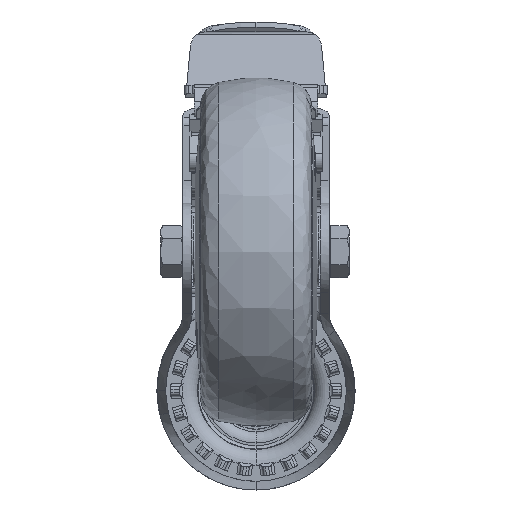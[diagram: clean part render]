
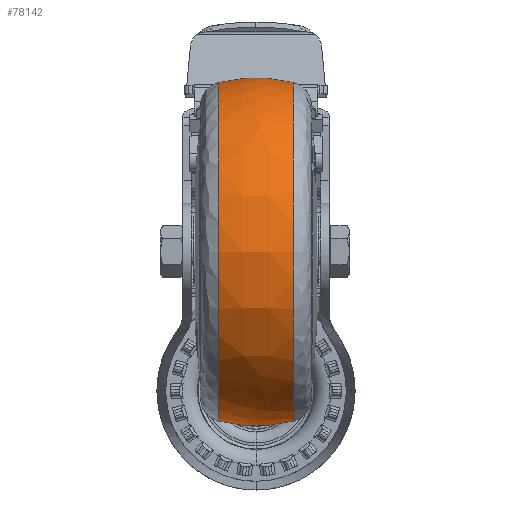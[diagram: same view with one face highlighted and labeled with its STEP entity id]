
A CAD part, front view. The second image highlights one B-rep face of the part: STEP entity #78142.
In plain terms, the highlighted free-form (B-spline) face has degree [3, 3] with [4, 4] control points.
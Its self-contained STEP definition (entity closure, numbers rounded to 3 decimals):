
#1355 = CIRCLE ( 'NONE', #13836, 48.72 ) ;
#3609 = CARTESIAN_POINT ( 'NONE',  ( 3.621, 0., 50.435 ) ) ;
#10581 = CARTESIAN_POINT ( 'NONE',  ( -10.658, 0., 0. ) ) ;
#10586 = CARTESIAN_POINT ( 'NONE',  ( 10.658, -97.439, -48.72 ) ) ;
#13014 =( BOUNDED_SURFACE ( )  B_SPLINE_SURFACE ( 3, 3, ( 
 ( #23887, #58513, #17201, #65362 ),
 ( #24186, #72215, #31101, #79157 ),
 ( #38076, #86090, #45008, #3609 ),
 ( #51887, #10586, #58790, #17506 ) ),
 .UNSPECIFIED., .F., .F., .F. ) 
 B_SPLINE_SURFACE_WITH_KNOTS ( ( 4, 4 ),
 ( 4, 4 ),
 ( 0., 1. ),
 ( 0., 1. ),
 .UNSPECIFIED. ) 
 GEOMETRIC_REPRESENTATION_ITEM ( )  RATIONAL_B_SPLINE_SURFACE ( (
 ( 1., 0.333, 0.333, 1.),
 ( 0.981, 0.327, 0.327, 0.981),
 ( 0.981, 0.327, 0.327, 0.981),
 ( 1., 0.333, 0.333, 1.) ) ) 
 REPRESENTATION_ITEM ( '' )  SURFACE ( )  );
#13836 = AXIS2_PLACEMENT_3D ( 'NONE', #10581, #58786, #17502 ) ;
#17201 = CARTESIAN_POINT ( 'NONE',  ( -10.658, -97.439, 48.72 ) ) ;
#17502 = DIRECTION ( 'NONE',  ( 0., 0., 1. ) ) ;
#17506 = CARTESIAN_POINT ( 'NONE',  ( 10.658, 0., 48.72 ) ) ;
#18753 = CARTESIAN_POINT ( 'NONE',  ( 10.658, 0., -48.72 ) ) ;
#19374 = DIRECTION ( 'NONE',  ( -1., 0., 0. ) ) ;
#20806 = EDGE_CURVE ( 'NONE', #54026, #73285, #34807, .T. ) ;
#22092 = ORIENTED_EDGE ( 'NONE', *, *, #24251, .T. ) ;
#23887 = CARTESIAN_POINT ( 'NONE',  ( -10.658, 0., -48.72 ) ) ;
#24186 = CARTESIAN_POINT ( 'NONE',  ( -3.621, 0., -50.435 ) ) ;
#24251 = EDGE_CURVE ( 'NONE', #73285, #83637, #41253, .T. ) ;
#27465 = CARTESIAN_POINT ( 'NONE',  ( 0., 0., 5. ) ) ;
#31101 = CARTESIAN_POINT ( 'NONE',  ( -3.621, -100.87, 50.435 ) ) ;
#31739 = EDGE_CURVE ( 'NONE', #39313, #54026, #1355, .T. ) ;
#34411 = DIRECTION ( 'NONE',  ( 0., 0., 1. ) ) ;
#34807 = CIRCLE ( 'NONE', #59327, 45. ) ;
#35784 = CARTESIAN_POINT ( 'NONE',  ( -10.658, 0., 48.72 ) ) ;
#38076 = CARTESIAN_POINT ( 'NONE',  ( 3.621, 0., -50.435 ) ) ;
#38515 = CARTESIAN_POINT ( 'NONE',  ( 0., 0., -5. ) ) ;
#38805 = AXIS2_PLACEMENT_3D ( 'NONE', #60608, #19374, #67490 ) ;
#39313 = VERTEX_POINT ( 'NONE', #35784 ) ;
#41253 = CIRCLE ( 'NONE', #38805, 48.72 ) ;
#45008 = CARTESIAN_POINT ( 'NONE',  ( 3.621, -100.87, 50.435 ) ) ;
#45468 = DIRECTION ( 'NONE',  ( 0., 0., -1. ) ) ;
#45828 = ORIENTED_EDGE ( 'NONE', *, *, #31739, .T. ) ;
#51227 = CARTESIAN_POINT ( 'NONE',  ( 10.658, 0., 48.72 ) ) ;
#51887 = CARTESIAN_POINT ( 'NONE',  ( 10.658, 0., -48.72 ) ) ;
#52144 = ORIENTED_EDGE ( 'NONE', *, *, #20806, .T. ) ;
#52674 = FACE_OUTER_BOUND ( 'NONE', #77986, .T. ) ;
#54026 = VERTEX_POINT ( 'NONE', #67988 ) ;
#58513 = CARTESIAN_POINT ( 'NONE',  ( -10.658, -97.439, -48.72 ) ) ;
#58786 = DIRECTION ( 'NONE',  ( 1., 0., 0. ) ) ;
#58790 = CARTESIAN_POINT ( 'NONE',  ( 10.658, -97.439, 48.72 ) ) ;
#59327 = AXIS2_PLACEMENT_3D ( 'NONE', #38515, #86552, #45468 ) ;
#60608 = CARTESIAN_POINT ( 'NONE',  ( 10.658, 0., 0. ) ) ;
#65362 = CARTESIAN_POINT ( 'NONE',  ( -10.658, 0., 48.72 ) ) ;
#67490 = DIRECTION ( 'NONE',  ( 0., 0., 1. ) ) ;
#67988 = CARTESIAN_POINT ( 'NONE',  ( -10.658, 0., -48.72 ) ) ;
#72215 = CARTESIAN_POINT ( 'NONE',  ( -3.621, -100.87, -50.435 ) ) ;
#73285 = VERTEX_POINT ( 'NONE', #18753 ) ;
#75483 = DIRECTION ( 'NONE',  ( 0., 1., 0. ) ) ;
#77986 = EDGE_LOOP ( 'NONE', ( #45828, #52144, #22092, #83461 ) ) ;
#78142 = ADVANCED_FACE ( 'NONE', ( #52674 ), #13014, .T. ) ;
#79157 = CARTESIAN_POINT ( 'NONE',  ( -3.621, 0., 50.435 ) ) ;
#83461 = ORIENTED_EDGE ( 'NONE', *, *, #88783, .F. ) ;
#83637 = VERTEX_POINT ( 'NONE', #51227 ) ;
#84750 = AXIS2_PLACEMENT_3D ( 'NONE', #27465, #75483, #34411 ) ;
#86090 = CARTESIAN_POINT ( 'NONE',  ( 3.621, -100.87, -50.435 ) ) ;
#86330 = CIRCLE ( 'NONE', #84750, 45. ) ;
#86552 = DIRECTION ( 'NONE',  ( 0., -1., 0. ) ) ;
#88783 = EDGE_CURVE ( 'NONE', #39313, #83637, #86330, .T. ) ;
